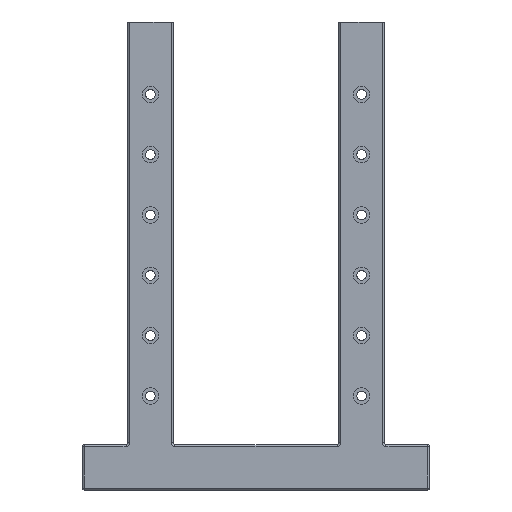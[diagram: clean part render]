
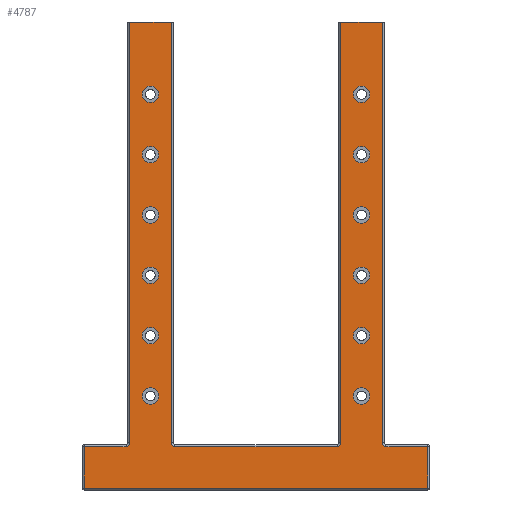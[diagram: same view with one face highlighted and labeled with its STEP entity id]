
A CAD part, front view. The second image highlights one B-rep face of the part: STEP entity #4787.
In plain terms, the highlighted planar face has unit normal (0, -1, 0).
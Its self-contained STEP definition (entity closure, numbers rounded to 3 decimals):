
#139=FACE_BOUND('',#1613,.T.);
#140=FACE_BOUND('',#1614,.T.);
#141=FACE_BOUND('',#1615,.T.);
#142=FACE_BOUND('',#1616,.T.);
#143=FACE_BOUND('',#1617,.T.);
#144=FACE_BOUND('',#1618,.T.);
#145=FACE_BOUND('',#1619,.T.);
#146=FACE_BOUND('',#1620,.T.);
#147=FACE_BOUND('',#1621,.T.);
#148=FACE_BOUND('',#1622,.T.);
#149=FACE_BOUND('',#1623,.T.);
#150=FACE_BOUND('',#1624,.T.);
#239=PLANE('',#5422);
#261=LINE('',#9035,#512);
#263=LINE('',#9043,#514);
#341=LINE('',#9380,#592);
#344=LINE('',#9387,#595);
#350=LINE('',#9441,#601);
#421=LINE('',#9823,#672);
#422=LINE('',#9827,#673);
#494=LINE('',#10228,#745);
#495=LINE('',#10230,#746);
#496=LINE('',#10238,#747);
#503=LINE('',#10255,#754);
#504=LINE('',#10257,#755);
#512=VECTOR('',#5665,10.);
#514=VECTOR('',#5673,10.);
#592=VECTOR('',#5987,10.);
#595=VECTOR('',#5994,10.);
#601=VECTOR('',#6056,10.);
#672=VECTOR('',#6529,10.);
#673=VECTOR('',#6534,10.);
#745=VECTOR('',#6862,10.);
#746=VECTOR('',#6865,10.);
#747=VECTOR('',#6876,10.);
#754=VECTOR('',#6903,10.);
#755=VECTOR('',#6906,10.);
#1205=FACE_OUTER_BOUND('',#1612,.T.);
#1612=EDGE_LOOP('',(#4391,#4392,#4393,#4394,#4395,#4396,#4397,#4398,#4399,
#4400,#4401,#4402,#4403,#4404,#4405,#4406));
#1613=EDGE_LOOP('',(#4407));
#1614=EDGE_LOOP('',(#4408));
#1615=EDGE_LOOP('',(#4409));
#1616=EDGE_LOOP('',(#4410));
#1617=EDGE_LOOP('',(#4411));
#1618=EDGE_LOOP('',(#4412));
#1619=EDGE_LOOP('',(#4413));
#1620=EDGE_LOOP('',(#4414));
#1621=EDGE_LOOP('',(#4415));
#1622=EDGE_LOOP('',(#4416));
#1623=EDGE_LOOP('',(#4417));
#1624=EDGE_LOOP('',(#4418));
#1728=CIRCLE('',#4913,1.2);
#1734=CIRCLE('',#4920,1.2);
#1835=CIRCLE('',#5139,2.75);
#1837=CIRCLE('',#5143,2.75);
#1839=CIRCLE('',#5147,2.75);
#1841=CIRCLE('',#5151,2.75);
#1843=CIRCLE('',#5155,2.75);
#1845=CIRCLE('',#5159,2.75);
#1846=CIRCLE('',#5161,2.75);
#1849=CIRCLE('',#5166,2.75);
#1852=CIRCLE('',#5171,2.75);
#1855=CIRCLE('',#5176,2.75);
#1858=CIRCLE('',#5181,2.75);
#1861=CIRCLE('',#5186,2.75);
#1971=CIRCLE('',#5409,1.2);
#1973=CIRCLE('',#5415,1.2);
#2138=VERTEX_POINT('',#9013);
#2139=VERTEX_POINT('',#9014);
#2144=VERTEX_POINT('',#9025);
#2145=VERTEX_POINT('',#9027);
#2147=VERTEX_POINT('',#9033);
#2150=VERTEX_POINT('',#9041);
#2218=VERTEX_POINT('',#9377);
#2221=VERTEX_POINT('',#9384);
#2271=VERTEX_POINT('',#9557);
#2273=VERTEX_POINT('',#9564);
#2275=VERTEX_POINT('',#9571);
#2277=VERTEX_POINT('',#9578);
#2279=VERTEX_POINT('',#9585);
#2281=VERTEX_POINT('',#9592);
#2282=VERTEX_POINT('',#9596);
#2285=VERTEX_POINT('',#9605);
#2288=VERTEX_POINT('',#9614);
#2291=VERTEX_POINT('',#9623);
#2294=VERTEX_POINT('',#9632);
#2297=VERTEX_POINT('',#9641);
#2350=VERTEX_POINT('',#9820);
#2351=VERTEX_POINT('',#9822);
#2352=VERTEX_POINT('',#9826);
#2429=VERTEX_POINT('',#10136);
#2430=VERTEX_POINT('',#10140);
#2433=VERTEX_POINT('',#10226);
#2434=VERTEX_POINT('',#10232);
#2435=VERTEX_POINT('',#10234);
#2588=EDGE_CURVE('',#2138,#2139,#1728,.T.);
#2594=EDGE_CURVE('',#2144,#2145,#1734,.T.);
#2598=EDGE_CURVE('',#2147,#2144,#261,.T.);
#2602=EDGE_CURVE('',#2150,#2147,#263,.T.);
#2734=EDGE_CURVE('',#2218,#2138,#341,.T.);
#2738=EDGE_CURVE('',#2145,#2221,#344,.T.);
#2764=EDGE_CURVE('',#2221,#2218,#350,.T.);
#2816=EDGE_CURVE('',#2271,#2271,#1835,.T.);
#2819=EDGE_CURVE('',#2273,#2273,#1837,.T.);
#2822=EDGE_CURVE('',#2275,#2275,#1839,.T.);
#2825=EDGE_CURVE('',#2277,#2277,#1841,.T.);
#2828=EDGE_CURVE('',#2279,#2279,#1843,.T.);
#2831=EDGE_CURVE('',#2281,#2281,#1845,.T.);
#2833=EDGE_CURVE('',#2282,#2282,#1846,.T.);
#2837=EDGE_CURVE('',#2285,#2285,#1849,.T.);
#2841=EDGE_CURVE('',#2288,#2288,#1852,.T.);
#2845=EDGE_CURVE('',#2291,#2291,#1855,.T.);
#2849=EDGE_CURVE('',#2294,#2294,#1858,.T.);
#2853=EDGE_CURVE('',#2297,#2297,#1861,.T.);
#2938=EDGE_CURVE('',#2351,#2350,#421,.F.);
#2940=EDGE_CURVE('',#2351,#2352,#422,.T.);
#3084=EDGE_CURVE('',#2433,#2429,#494,.T.);
#3085=EDGE_CURVE('',#2429,#2430,#495,.T.);
#3087=EDGE_CURVE('',#2434,#2435,#1971,.T.);
#3089=EDGE_CURVE('',#2435,#2350,#496,.T.);
#3090=EDGE_CURVE('',#2352,#2433,#1973,.T.);
#3097=EDGE_CURVE('',#2430,#2150,#503,.T.);
#3098=EDGE_CURVE('',#2139,#2434,#504,.T.);
#4391=ORIENTED_EDGE('',*,*,#3097,.F.);
#4392=ORIENTED_EDGE('',*,*,#3085,.F.);
#4393=ORIENTED_EDGE('',*,*,#3084,.F.);
#4394=ORIENTED_EDGE('',*,*,#3090,.F.);
#4395=ORIENTED_EDGE('',*,*,#2940,.F.);
#4396=ORIENTED_EDGE('',*,*,#2938,.T.);
#4397=ORIENTED_EDGE('',*,*,#3089,.F.);
#4398=ORIENTED_EDGE('',*,*,#3087,.F.);
#4399=ORIENTED_EDGE('',*,*,#3098,.F.);
#4400=ORIENTED_EDGE('',*,*,#2588,.F.);
#4401=ORIENTED_EDGE('',*,*,#2734,.F.);
#4402=ORIENTED_EDGE('',*,*,#2764,.F.);
#4403=ORIENTED_EDGE('',*,*,#2738,.F.);
#4404=ORIENTED_EDGE('',*,*,#2594,.F.);
#4405=ORIENTED_EDGE('',*,*,#2598,.F.);
#4406=ORIENTED_EDGE('',*,*,#2602,.F.);
#4407=ORIENTED_EDGE('',*,*,#2831,.T.);
#4408=ORIENTED_EDGE('',*,*,#2828,.T.);
#4409=ORIENTED_EDGE('',*,*,#2825,.T.);
#4410=ORIENTED_EDGE('',*,*,#2822,.T.);
#4411=ORIENTED_EDGE('',*,*,#2819,.T.);
#4412=ORIENTED_EDGE('',*,*,#2816,.T.);
#4413=ORIENTED_EDGE('',*,*,#2853,.T.);
#4414=ORIENTED_EDGE('',*,*,#2849,.T.);
#4415=ORIENTED_EDGE('',*,*,#2845,.T.);
#4416=ORIENTED_EDGE('',*,*,#2841,.T.);
#4417=ORIENTED_EDGE('',*,*,#2837,.T.);
#4418=ORIENTED_EDGE('',*,*,#2833,.T.);
#4787=ADVANCED_FACE('',(#1205,#139,#140,#141,#142,#143,#144,#145,#146,#147,
#148,#149,#150),#239,.T.);
#4913=AXIS2_PLACEMENT_3D('',#9015,#5642,#5643);
#4920=AXIS2_PLACEMENT_3D('',#9028,#5656,#5657);
#5139=AXIS2_PLACEMENT_3D('',#9558,#6207,#6208);
#5143=AXIS2_PLACEMENT_3D('',#9565,#6216,#6217);
#5147=AXIS2_PLACEMENT_3D('',#9572,#6225,#6226);
#5151=AXIS2_PLACEMENT_3D('',#9579,#6234,#6235);
#5155=AXIS2_PLACEMENT_3D('',#9586,#6243,#6244);
#5159=AXIS2_PLACEMENT_3D('',#9593,#6252,#6253);
#5161=AXIS2_PLACEMENT_3D('',#9597,#6257,#6258);
#5166=AXIS2_PLACEMENT_3D('',#9606,#6268,#6269);
#5171=AXIS2_PLACEMENT_3D('',#9615,#6279,#6280);
#5176=AXIS2_PLACEMENT_3D('',#9624,#6290,#6291);
#5181=AXIS2_PLACEMENT_3D('',#9633,#6301,#6302);
#5186=AXIS2_PLACEMENT_3D('',#9642,#6312,#6313);
#5409=AXIS2_PLACEMENT_3D('',#10235,#6870,#6871);
#5415=AXIS2_PLACEMENT_3D('',#10242,#6883,#6884);
#5422=AXIS2_PLACEMENT_3D('',#10256,#6904,#6905);
#5642=DIRECTION('center_axis',(0.,-1.,0.));
#5643=DIRECTION('ref_axis',(-0.707,0.,-0.707));
#5656=DIRECTION('center_axis',(0.,-1.,0.));
#5657=DIRECTION('ref_axis',(0.707,0.,-0.707));
#5665=DIRECTION('',(1.,0.,0.));
#5673=DIRECTION('',(0.,0.,1.));
#5987=DIRECTION('',(0.,0.,-1.));
#5994=DIRECTION('',(0.,0.,1.));
#6056=DIRECTION('',(1.,0.,0.));
#6207=DIRECTION('center_axis',(0.,1.,0.));
#6208=DIRECTION('ref_axis',(1.,0.,0.));
#6216=DIRECTION('center_axis',(0.,1.,0.));
#6217=DIRECTION('ref_axis',(1.,0.,0.));
#6225=DIRECTION('center_axis',(0.,1.,0.));
#6226=DIRECTION('ref_axis',(1.,0.,0.));
#6234=DIRECTION('center_axis',(0.,1.,0.));
#6235=DIRECTION('ref_axis',(1.,0.,0.));
#6243=DIRECTION('center_axis',(0.,1.,0.));
#6244=DIRECTION('ref_axis',(1.,0.,0.));
#6252=DIRECTION('center_axis',(0.,1.,0.));
#6253=DIRECTION('ref_axis',(1.,0.,0.));
#6257=DIRECTION('center_axis',(0.,1.,0.));
#6258=DIRECTION('ref_axis',(1.,0.,0.));
#6268=DIRECTION('center_axis',(0.,1.,0.));
#6269=DIRECTION('ref_axis',(1.,0.,0.));
#6279=DIRECTION('center_axis',(0.,1.,0.));
#6280=DIRECTION('ref_axis',(1.,0.,0.));
#6290=DIRECTION('center_axis',(0.,1.,0.));
#6291=DIRECTION('ref_axis',(1.,0.,0.));
#6301=DIRECTION('center_axis',(0.,1.,0.));
#6302=DIRECTION('ref_axis',(1.,0.,0.));
#6312=DIRECTION('center_axis',(0.,1.,0.));
#6313=DIRECTION('ref_axis',(1.,0.,0.));
#6529=DIRECTION('',(1.,0.,0.));
#6534=DIRECTION('',(0.,0.,-1.));
#6862=DIRECTION('',(1.,0.,0.));
#6865=DIRECTION('',(0.,0.,-1.));
#6870=DIRECTION('center_axis',(0.,-1.,0.));
#6871=DIRECTION('ref_axis',(0.707,0.,-0.707));
#6876=DIRECTION('',(0.,0.,1.));
#6883=DIRECTION('center_axis',(0.,-1.,0.));
#6884=DIRECTION('ref_axis',(-0.707,0.,-0.707));
#6903=DIRECTION('',(-1.,0.,0.));
#6904=DIRECTION('center_axis',(0.,-1.,0.));
#6905=DIRECTION('ref_axis',(1.,0.,0.));
#6906=DIRECTION('',(1.,0.,0.));
#9013=CARTESIAN_POINT('',(29.4,0.,15.6));
#9014=CARTESIAN_POINT('',(30.6,0.,14.4));
#9015=CARTESIAN_POINT('Origin',(30.6,0.,15.6));
#9025=CARTESIAN_POINT('',(14.4,0.,14.4));
#9027=CARTESIAN_POINT('',(15.6,0.,15.6));
#9028=CARTESIAN_POINT('Origin',(14.4,0.,15.6));
#9033=CARTESIAN_POINT('',(0.6,0.,14.4));
#9035=CARTESIAN_POINT('',(26.25,0.,14.4));
#9041=CARTESIAN_POINT('',(0.6,0.,0.6));
#9043=CARTESIAN_POINT('',(0.6,0.,0.));
#9377=CARTESIAN_POINT('',(29.4,0.,155.2));
#9380=CARTESIAN_POINT('',(29.4,0.,7.5));
#9384=CARTESIAN_POINT('',(15.6,0.,155.2));
#9387=CARTESIAN_POINT('',(15.6,0.,7.5));
#9441=CARTESIAN_POINT('',(11.25,0.,155.2));
#9557=CARTESIAN_POINT('',(19.75,0.,31.2));
#9558=CARTESIAN_POINT('Origin',(22.5,0.,31.2));
#9564=CARTESIAN_POINT('',(19.75,0.,71.2));
#9565=CARTESIAN_POINT('Origin',(22.5,0.,71.2));
#9571=CARTESIAN_POINT('',(19.75,0.,111.2));
#9572=CARTESIAN_POINT('Origin',(22.5,0.,111.2));
#9578=CARTESIAN_POINT('',(19.75,0.,131.2));
#9579=CARTESIAN_POINT('Origin',(22.5,0.,131.2));
#9585=CARTESIAN_POINT('',(19.75,0.,91.2));
#9586=CARTESIAN_POINT('Origin',(22.5,0.,91.2));
#9592=CARTESIAN_POINT('',(19.75,0.,51.2));
#9593=CARTESIAN_POINT('Origin',(22.5,0.,51.2));
#9596=CARTESIAN_POINT('',(89.75,0.,51.2));
#9597=CARTESIAN_POINT('Origin',(92.5,0.,51.2));
#9605=CARTESIAN_POINT('',(89.75,0.,91.2));
#9606=CARTESIAN_POINT('Origin',(92.5,0.,91.2));
#9614=CARTESIAN_POINT('',(89.75,0.,131.2));
#9615=CARTESIAN_POINT('Origin',(92.5,0.,131.2));
#9623=CARTESIAN_POINT('',(89.75,0.,111.2));
#9624=CARTESIAN_POINT('Origin',(92.5,0.,111.2));
#9632=CARTESIAN_POINT('',(89.75,0.,71.2));
#9633=CARTESIAN_POINT('Origin',(92.5,0.,71.2));
#9641=CARTESIAN_POINT('',(89.75,0.,31.2));
#9642=CARTESIAN_POINT('Origin',(92.5,0.,31.2));
#9820=CARTESIAN_POINT('',(85.6,0.,155.2));
#9822=CARTESIAN_POINT('',(99.4,0.,155.2));
#9823=CARTESIAN_POINT('',(51.25,0.,155.2));
#9826=CARTESIAN_POINT('',(99.4,0.,15.6));
#9827=CARTESIAN_POINT('',(99.4,0.,7.5));
#10136=CARTESIAN_POINT('',(114.4,0.,14.4));
#10140=CARTESIAN_POINT('',(114.4,0.,0.6));
#10226=CARTESIAN_POINT('',(100.6,0.,14.4));
#10228=CARTESIAN_POINT('',(36.25,0.,14.4));
#10230=CARTESIAN_POINT('',(114.4,0.,0.));
#10232=CARTESIAN_POINT('',(84.4,0.,14.4));
#10234=CARTESIAN_POINT('',(85.6,0.,15.6));
#10235=CARTESIAN_POINT('Origin',(84.4,0.,15.6));
#10238=CARTESIAN_POINT('',(85.6,0.,7.5));
#10242=CARTESIAN_POINT('Origin',(100.6,0.,15.6));
#10255=CARTESIAN_POINT('',(16.25,0.,0.6));
#10256=CARTESIAN_POINT('Origin',(15.,0.,
5.2));
#10257=CARTESIAN_POINT('',(26.25,0.,14.4));
